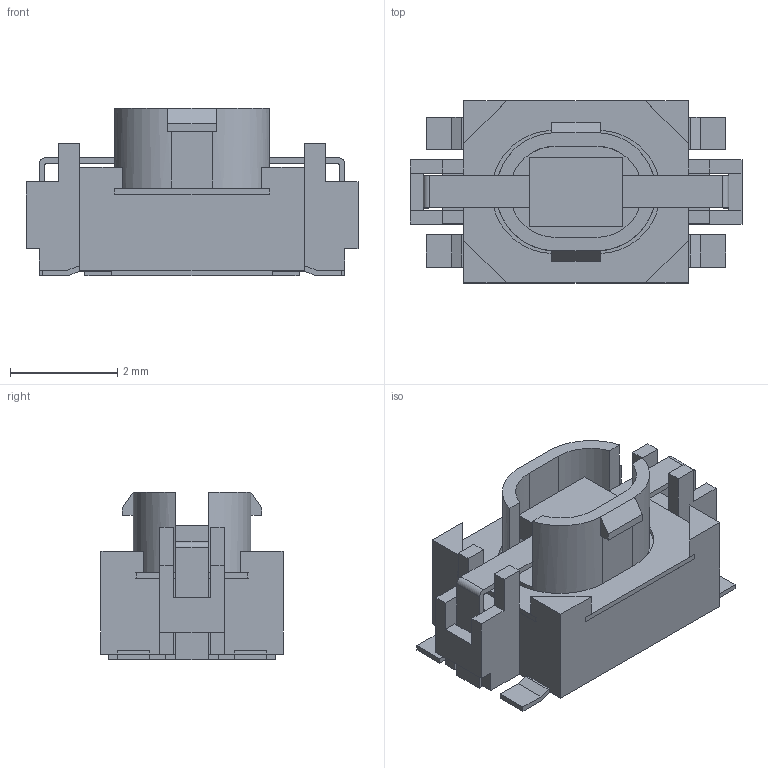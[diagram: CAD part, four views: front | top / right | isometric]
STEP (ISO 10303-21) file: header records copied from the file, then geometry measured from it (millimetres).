
FILE_DESCRIPTION((''),'2;1');
FILE_NAME('TL3210AF160xQ.stp','2012-04-06T10:52:18',('rcelander'),(''),'Autodesk Inventor 11','Autodesk Inventor 11','');
FILE_SCHEMA(('AUTOMOTIVE_DESIGN { 1 0 10303 214 1 1 1 1 }'));
Length unit declared in the file: millimetre
Products named in the file (5): B200300; TL3210 - BODY; TL3210 ACTUATOR; TL3210-COVER; TL3210 LED
Assembly tree (4 placements, depth 2):
  B200300
    TL3210 - BODY
    TL3210 ACTUATOR
    TL3210-COVER
    TL3210 LED
Bounding box: 6.2 x 3.4 x 3.12 mm (x, y, z)
Volume: 25.6 mm3; surface area: 170.5 mm2
Topology: 4 solids, 4 shells, 190 faces, 538 edges, 356 vertices
Faces by surface type: plane 151, bspline 27, cylinder 12
Entity records: 6222 total; most frequent: CARTESIAN_POINT 1202, ORIENTED_EDGE 1076, DIRECTION 918, EDGE_CURVE 538, VECTOR 502, LINE 502, VERTEX_POINT 356, AXIS2_PLACEMENT_3D 208
